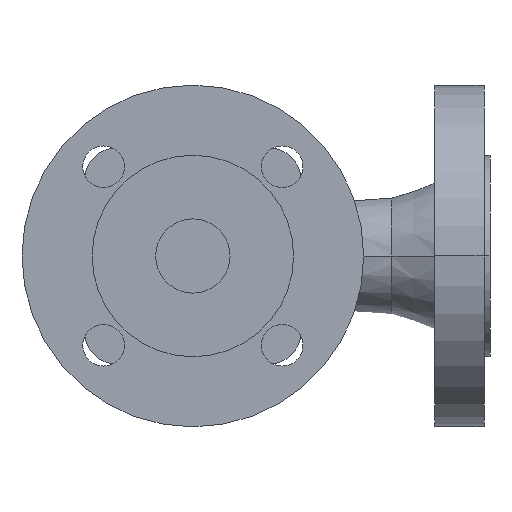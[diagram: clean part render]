
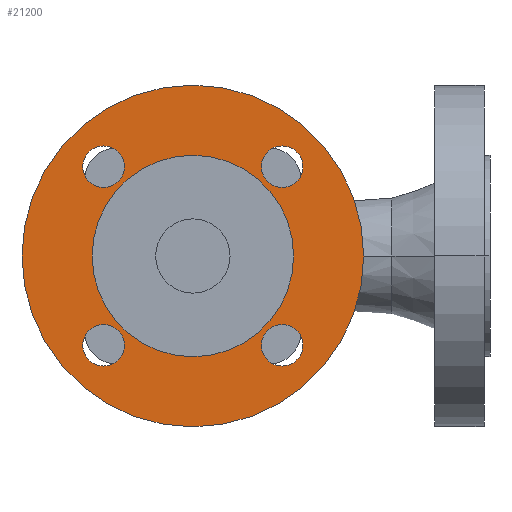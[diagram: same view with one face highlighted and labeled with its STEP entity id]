
A CAD part, front view. The second image highlights one B-rep face of the part: STEP entity #21200.
In plain terms, the highlighted planar face has unit normal (0, -1, 0).
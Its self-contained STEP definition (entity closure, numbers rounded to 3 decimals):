
#3120=CARTESIAN_POINT('',(33.9,2.,0.));
#3130=VERTEX_POINT('',#3120);
#3160=CARTESIAN_POINT('',(0.,2.,0.));
#3170=DIRECTION('',(0.,-1.,-0.));
#3180=DIRECTION('',(-1.,0.,0.));
#3190=AXIS2_PLACEMENT_3D('',#3160,#3170,#3180);
#3200=CIRCLE('',#3190,33.9);
#3210=CARTESIAN_POINT('',(-33.9,2.,0.));
#3220=VERTEX_POINT('',#3210);
#3230=EDGE_CURVE('',#3220,#3130,#3200,.T.);
#3520=CARTESIAN_POINT('',(57.5,2.,0.));
#3530=VERTEX_POINT('',#3520);
#3710=CARTESIAN_POINT('',(-57.5,2.,0.))
;
#3720=VERTEX_POINT('',#3710);
#3750=CARTESIAN_POINT('',(0.,2.,0.));
#3760=DIRECTION('',(0.,-1.,-0.));
#3770=DIRECTION('',(-1.,0.,0.));
#3780=AXIS2_PLACEMENT_3D('',#3750,#3760,#3770);
#3790=CIRCLE('',#3780,57.5);
#3800=EDGE_CURVE('',#3720,#3530,#3790,.T.);
#11370=CARTESIAN_POINT('',(37.052,2.,-30.052));
#11380=VERTEX_POINT('',#11370);
#11410=CARTESIAN_POINT('',(30.052,2.,
-30.052));
#11420=DIRECTION('',(0.,1.,0.));
#11430=DIRECTION('',(1.,0.,0.));
#11440=AXIS2_PLACEMENT_3D('',#11410,#11420,#11430);
#11450=CIRCLE('',#11440,7.);
#11460=CARTESIAN_POINT('',(23.052,2.,
-30.052));
#11470=VERTEX_POINT('',#11460);
#11480=EDGE_CURVE('',#11380,#11470,#11450,.T.);
#11790=CARTESIAN_POINT('',(37.052,2.,30.052));
#11800=VERTEX_POINT('',#11790);
#11830=CARTESIAN_POINT('',(30.052,2.,
30.052));
#11840=DIRECTION('',(0.,1.,0.));
#11850=DIRECTION('',(1.,0.,0.));
#11860=AXIS2_PLACEMENT_3D('',#11830,#11840,#11850);
#11870=CIRCLE('',#11860,7.);
#11880=CARTESIAN_POINT('',(23.052,2.,
30.052));
#11890=VERTEX_POINT('',#11880);
#11900=EDGE_CURVE('',#11800,#11890,#11870,.T.);
#12210=CARTESIAN_POINT('',(-37.052,2.,
30.052));
#12220=VERTEX_POINT('',#12210);
#12380=CARTESIAN_POINT('',(-23.052,2.,30.052));
#12390=VERTEX_POINT('',#12380);
#12420=CARTESIAN_POINT('',(-30.052,2.,
30.052));
#12430=DIRECTION('',(0.,1.,0.));
#12440=DIRECTION('',(1.,0.,0.));
#12450=AXIS2_PLACEMENT_3D('',#12420,#12430,#12440);
#12460=CIRCLE('',#12450,7.);
#12470=EDGE_CURVE('',#12390,#12220,#12460,.T.);
#12630=CARTESIAN_POINT('',(-37.052,2.,
-30.052));
#12640=VERTEX_POINT('',#12630);
#12800=CARTESIAN_POINT('',(-23.052,2.,-30.052));
#12810=VERTEX_POINT('',#12800);
#12840=CARTESIAN_POINT('',(-30.052,2.,
-30.052));
#12850=DIRECTION('',(0.,1.,0.));
#12860=DIRECTION('',(1.,0.,0.));
#12870=AXIS2_PLACEMENT_3D('',#12840,#12850,#12860);
#12880=CIRCLE('',#12870,7.);
#12890=EDGE_CURVE('',#12810,#12640,#12880,.T.);
#20850=CARTESIAN_POINT('',(-45.7,2.,0.)
);
#20860=DIRECTION('',(0.,-1.,0.));
#20870=DIRECTION('',(-1.,0.,0.));
#20880=AXIS2_PLACEMENT_3D('',#20850,#20860,#20870);
#20890=PLANE('',#20880);
#20900=EDGE_CURVE('',#12640,#12810,#12880,.T.);
#20910=ORIENTED_EDGE('',*,*,#20900,.T.);
#20920=ORIENTED_EDGE('',*,*,#12890,.T.);
#20930=EDGE_LOOP('',(#20920,#20910));
#20940=FACE_BOUND('',#20930,.T.);
#20950=EDGE_CURVE('',#12220,#12390,#12460,.T.);
#20960=ORIENTED_EDGE('',*,*,#20950,.T.);
#20970=ORIENTED_EDGE('',*,*,#12470,.T.);
#20980=EDGE_LOOP('',(#20970,#20960));
#20990=FACE_BOUND('',#20980,.T.);
#21000=ORIENTED_EDGE('',*,*,#11900,.T.);
#21010=EDGE_CURVE('',#11890,#11800,#11870,.T.);
#21020=ORIENTED_EDGE('',*,*,#21010,.T.);
#21030=EDGE_LOOP('',(#21020,#21000));
#21040=FACE_BOUND('',#21030,.T.);
#21050=ORIENTED_EDGE('',*,*,#11480,.T.);
#21060=EDGE_CURVE('',#11470,#11380,#11450,.T.);
#21070=ORIENTED_EDGE('',*,*,#21060,.T.);
#21080=EDGE_LOOP('',(#21070,#21050));
#21090=FACE_BOUND('',#21080,.T.);
#21100=EDGE_CURVE('',#3130,#3220,#3200,.T.);
#21110=ORIENTED_EDGE('',*,*,#21100,.F.);
#21120=ORIENTED_EDGE('',*,*,#3230,.F.);
#21130=EDGE_LOOP('',(#21120,#21110));
#21140=FACE_BOUND('',#21130,.T.);
#21150=EDGE_CURVE('',#3530,#3720,#3790,.T.);
#21160=ORIENTED_EDGE('',*,*,#21150,.T.);
#21170=ORIENTED_EDGE('',*,*,#3800,.T.);
#21180=EDGE_LOOP('',(#21170,#21160));
#21190=FACE_OUTER_BOUND('',#21180,.T.);
#21200=ADVANCED_FACE('',(#20940,#20990,#21040,#21090,#21140,#21190),
#20890,.T.);
